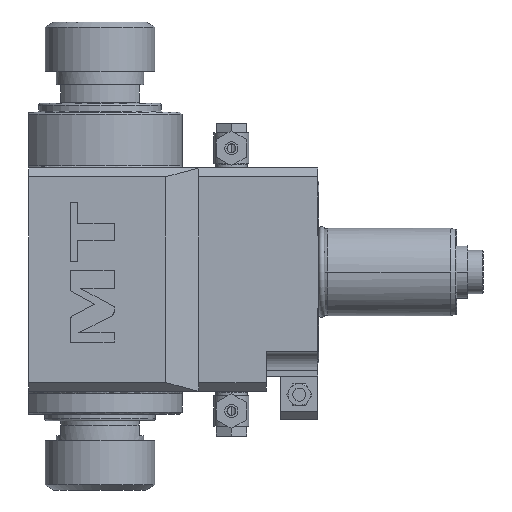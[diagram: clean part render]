
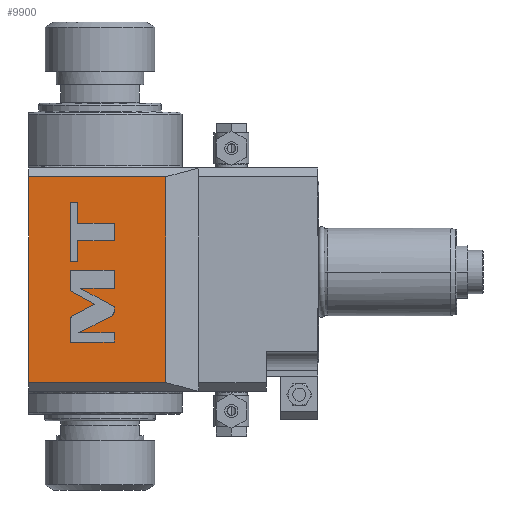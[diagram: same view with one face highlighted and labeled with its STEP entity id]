
A CAD part, front view. The second image highlights one B-rep face of the part: STEP entity #9900.
In plain terms, the highlighted planar face has unit normal (0, -1, 0).
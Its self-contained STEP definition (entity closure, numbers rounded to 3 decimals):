
#2783=DIRECTION('',(0.,0.,-1.));
#2784=VECTOR('',#2783,94.);
#2785=CARTESIAN_POINT('',(-69.928,-42.,43.5));
#2786=LINE('',#2785,#2784);
#2787=DIRECTION('',(1.,0.,0.));
#2788=VECTOR('',#2787,62.572);
#2789=CARTESIAN_POINT('',(-132.5,-42.,-50.5));
#2790=LINE('',#2789,#2788);
#2791=DIRECTION('',(1.,0.,0.));
#2792=VECTOR('',#2791,62.572);
#2793=CARTESIAN_POINT('',(-132.5,-42.,43.5));
#2794=LINE('',#2793,#2792);
#2795=CARTESIAN_POINT('',(-112.198,-42.,-19.771));
#2796=CARTESIAN_POINT('',(-113.001,-42.,-20.186));
#2797=CARTESIAN_POINT('',(-113.5,-42.,-21.006));
#2798=CARTESIAN_POINT('',(-113.5,-42.,-21.91));
#2800=DIRECTION('',(0.,0.,-1.));
#2801=VECTOR('',#2800,10.054);
#2802=CARTESIAN_POINT('',(-113.5,-42.,-21.91));
#2803=LINE('',#2802,#2801);
#2804=DIRECTION('',(1.,0.,0.));
#2805=VECTOR('',#2804,20.);
#2806=CARTESIAN_POINT('',(-113.5,-42.,-31.964));
#2807=LINE('',#2806,#2805);
#2808=DIRECTION('',(0.,0.,1.));
#2809=VECTOR('',#2808,4.16);
#2810=CARTESIAN_POINT('',(-93.5,-42.,-31.964));
#2811=LINE('',#2810,#2809);
#2812=DIRECTION('',(-1.,0.,0.));
#2813=VECTOR('',#2812,16.202);
#2814=CARTESIAN_POINT('',(-93.5,-42.,-27.804));
#2815=LINE('',#2814,#2813);
#2816=DIRECTION('',(0.888,0.,0.459));
#2817=VECTOR('',#2816,16.774);
#2818=CARTESIAN_POINT('',(-109.702,-42.,-27.804));
#2819=LINE('',#2818,#2817);
#2820=CARTESIAN_POINT('',(-94.802,-42.,-20.1));
#2821=CARTESIAN_POINT('',(-93.998,-42.,-19.684));
#2822=CARTESIAN_POINT('',(-93.5,-42.,-18.863));
#2823=CARTESIAN_POINT('',(-93.5,-42.,-17.958));
#2825=DIRECTION('',(0.,0.,1.));
#2826=VECTOR('',#2825,2.086);
#2827=CARTESIAN_POINT('',(-93.5,-42.,-17.958));
#2828=LINE('',#2827,#2826);
#2829=DIRECTION('',(-0.877,0.,0.481));
#2830=VECTOR('',#2829,17.353);
#2831=CARTESIAN_POINT('',(-93.5,-42.,-15.872));
#2832=LINE('',#2831,#2830);
#2833=DIRECTION('',(1.,0.,0.));
#2834=VECTOR('',#2833,15.212);
#2835=CARTESIAN_POINT('',(-108.712,-42.,-7.522));
#2836=LINE('',#2835,#2834);
#2837=DIRECTION('',(0.,0.,1.));
#2838=VECTOR('',#2837,8.416);
#2839=CARTESIAN_POINT('',(-93.5,-42.,-7.522));
#2840=LINE('',#2839,#2838);
#2841=DIRECTION('',(-1.,0.,0.));
#2842=VECTOR('',#2841,20.);
#2843=CARTESIAN_POINT('',(-93.5,-42.,0.894));
#2844=LINE('',#2843,#2842);
#2845=DIRECTION('',(0.,0.,-1.));
#2846=VECTOR('',#2845,9.488);
#2847=CARTESIAN_POINT('',(-113.5,-42.,0.894));
#2848=LINE('',#2847,#2846);
#2849=DIRECTION('',(0.877,0.,-0.481));
#2850=VECTOR('',#2849,12.681);
#2851=CARTESIAN_POINT('',(-113.5,-42.,-8.594));
#2852=LINE('',#2851,#2850);
#2853=DIRECTION('',(-0.888,0.,-0.459));
#2854=VECTOR('',#2853,11.049);
#2855=CARTESIAN_POINT('',(-102.384,-42.,-14.696));
#2856=LINE('',#2855,#2854);
#2857=DIRECTION('',(1.,0.,0.));
#2858=VECTOR('',#2857,16.594);
#2859=CARTESIAN_POINT('',(-110.094,-42.,14.344));
#2860=LINE('',#2859,#2858);
#2861=DIRECTION('',(0.,0.,1.));
#2862=VECTOR('',#2861,7.922);
#2863=CARTESIAN_POINT('',(-93.5,-42.,14.344));
#2864=LINE('',#2863,#2862);
#2865=DIRECTION('',(-1.,0.,0.));
#2866=VECTOR('',#2865,16.594);
#2867=CARTESIAN_POINT('',(-93.5,-42.,22.266));
#2868=LINE('',#2867,#2866);
#2869=DIRECTION('',(0.,0.,1.));
#2870=VECTOR('',#2869,9.696);
#2871=CARTESIAN_POINT('',(-110.094,-42.,22.266));
#2872=LINE('',#2871,#2870);
#2873=DIRECTION('',(-1.,0.,0.));
#2874=VECTOR('',#2873,3.406);
#2875=CARTESIAN_POINT('',(-110.094,-42.,31.962));
#2876=LINE('',#2875,#2874);
#2877=DIRECTION('',(0.,0.,-1.));
#2878=VECTOR('',#2877,27.314);
#2879=CARTESIAN_POINT('',(-113.5,-42.,31.962));
#2880=LINE('',#2879,#2878);
#2881=DIRECTION('',(1.,0.,0.));
#2882=VECTOR('',#2881,3.406);
#2883=CARTESIAN_POINT('',(-113.5,-42.,4.648));
#2884=LINE('',#2883,#2882);
#2885=DIRECTION('',(0.,0.,1.));
#2886=VECTOR('',#2885,9.696);
#2887=CARTESIAN_POINT('',(-110.094,-42.,4.648));
#2888=LINE('',#2887,#2886);
#2974=DIRECTION('',(0.,0.,-1.));
#2975=VECTOR('',#2974,94.);
#2976=CARTESIAN_POINT('',(-132.5,-42.,43.5));
#2977=LINE('',#2976,#2975);
#6642=CARTESIAN_POINT('',(-132.5,-42.,43.5));
#6644=VERTEX_POINT('',#6642);
#6650=CARTESIAN_POINT('',(-132.5,-42.,-50.5));
#6651=VERTEX_POINT('',#6650);
#6666=CARTESIAN_POINT('',(-69.928,-42.,43.5));
#6667=CARTESIAN_POINT('',(-69.928,-42.,-50.5));
#6668=VERTEX_POINT('',#6666);
#6669=VERTEX_POINT('',#6667);
#7065=CARTESIAN_POINT('',(-112.198,-42.,-19.771));
#7066=VERTEX_POINT('',#7065);
#7067=CARTESIAN_POINT('',(-113.5,-42.,-21.91));
#7068=VERTEX_POINT('',#7067);
#7069=CARTESIAN_POINT('',(-113.5,-42.,-31.964));
#7070=VERTEX_POINT('',#7069);
#7071=CARTESIAN_POINT('',(-93.5,-42.,-31.964));
#7072=VERTEX_POINT('',#7071);
#7073=CARTESIAN_POINT('',(-93.5,-42.,-27.804));
#7074=VERTEX_POINT('',#7073);
#7075=CARTESIAN_POINT('',(-109.702,-42.,-27.804));
#7076=VERTEX_POINT('',#7075);
#7077=CARTESIAN_POINT('',(-94.802,-42.,-20.1));
#7078=VERTEX_POINT('',#7077);
#7079=CARTESIAN_POINT('',(-93.5,-42.,-17.958));
#7080=VERTEX_POINT('',#7079);
#7081=CARTESIAN_POINT('',(-93.5,-42.,-15.872));
#7082=VERTEX_POINT('',#7081);
#7083=CARTESIAN_POINT('',(-108.712,-42.,-7.522));
#7084=VERTEX_POINT('',#7083);
#7085=CARTESIAN_POINT('',(-93.5,-42.,-7.522));
#7086=VERTEX_POINT('',#7085);
#7087=CARTESIAN_POINT('',(-93.5,-42.,0.894));
#7088=VERTEX_POINT('',#7087);
#7089=CARTESIAN_POINT('',(-113.5,-42.,0.894));
#7090=VERTEX_POINT('',#7089);
#7091=CARTESIAN_POINT('',(-113.5,-42.,-8.594));
#7092=VERTEX_POINT('',#7091);
#7093=CARTESIAN_POINT('',(-102.384,-42.,-14.696));
#7094=VERTEX_POINT('',#7093);
#7095=CARTESIAN_POINT('',(-110.094,-42.,14.344));
#7096=VERTEX_POINT('',#7095);
#7097=CARTESIAN_POINT('',(-93.5,-42.,14.344));
#7098=VERTEX_POINT('',#7097);
#7099=CARTESIAN_POINT('',(-93.5,-42.,22.266));
#7100=VERTEX_POINT('',#7099);
#7101=CARTESIAN_POINT('',(-110.094,-42.,22.266));
#7102=VERTEX_POINT('',#7101);
#7103=CARTESIAN_POINT('',(-110.094,-42.,31.962));
#7104=VERTEX_POINT('',#7103);
#7105=CARTESIAN_POINT('',(-113.5,-42.,31.962));
#7106=VERTEX_POINT('',#7105);
#7107=CARTESIAN_POINT('',(-113.5,-42.,4.648));
#7108=VERTEX_POINT('',#7107);
#7109=CARTESIAN_POINT('',(-110.094,-42.,4.648));
#7110=VERTEX_POINT('',#7109);
#9837=CARTESIAN_POINT('',(-132.5,-42.,73.));
#9838=DIRECTION('',(0.,-1.,0.));
#9839=DIRECTION('',(0.,0.,-1.));
#9840=AXIS2_PLACEMENT_3D('',#9837,#9838,#9839);
#9841=PLANE('',#9840);
#9842=ORIENTED_EDGE('',*,*,#8602,.T.);
#9844=ORIENTED_EDGE('',*,*,#9843,.F.);
#9846=ORIENTED_EDGE('',*,*,#9845,.F.);
#9847=ORIENTED_EDGE('',*,*,#9825,.T.);
#9848=EDGE_LOOP('',(#9842,#9844,#9846,#9847));
#9849=FACE_OUTER_BOUND('',#9848,.F.);
#9851=ORIENTED_EDGE('',*,*,#9850,.T.);
#9853=ORIENTED_EDGE('',*,*,#9852,.T.);
#9855=ORIENTED_EDGE('',*,*,#9854,.T.);
#9857=ORIENTED_EDGE('',*,*,#9856,.T.);
#9859=ORIENTED_EDGE('',*,*,#9858,.T.);
#9861=ORIENTED_EDGE('',*,*,#9860,.T.);
#9863=ORIENTED_EDGE('',*,*,#9862,.T.);
#9865=ORIENTED_EDGE('',*,*,#9864,.T.);
#9867=ORIENTED_EDGE('',*,*,#9866,.T.);
#9869=ORIENTED_EDGE('',*,*,#9868,.T.);
#9871=ORIENTED_EDGE('',*,*,#9870,.T.);
#9873=ORIENTED_EDGE('',*,*,#9872,.T.);
#9875=ORIENTED_EDGE('',*,*,#9874,.T.);
#9877=ORIENTED_EDGE('',*,*,#9876,.T.);
#9879=ORIENTED_EDGE('',*,*,#9878,.T.);
#9880=EDGE_LOOP('',(#9851,#9853,#9855,#9857,#9859,#9861,#9863,#9865,#9867,#9869,
#9871,#9873,#9875,#9877,#9879));
#9881=FACE_BOUND('',#9880,.F.);
#9883=ORIENTED_EDGE('',*,*,#9882,.T.);
#9885=ORIENTED_EDGE('',*,*,#9884,.T.);
#9887=ORIENTED_EDGE('',*,*,#9886,.T.);
#9889=ORIENTED_EDGE('',*,*,#9888,.T.);
#9891=ORIENTED_EDGE('',*,*,#9890,.T.);
#9893=ORIENTED_EDGE('',*,*,#9892,.T.);
#9895=ORIENTED_EDGE('',*,*,#9894,.T.);
#9897=ORIENTED_EDGE('',*,*,#9896,.T.);
#9898=EDGE_LOOP('',(#9883,#9885,#9887,#9889,#9891,#9893,#9895,#9897));
#9899=FACE_BOUND('',#9898,.F.);
#9900=ADVANCED_FACE('',(#9849,#9881,#9899),#9841,.T.);
#2799=B_SPLINE_CURVE_WITH_KNOTS('',3,(#2795,#2796,#2797,#2798),.UNSPECIFIED.,
.F.,.F.,(4,4),(0.,1.),.UNSPECIFIED.);
#2824=B_SPLINE_CURVE_WITH_KNOTS('',3,(#2820,#2821,#2822,#2823),.UNSPECIFIED.,
.F.,.F.,(4,4),(0.,1.),.UNSPECIFIED.);
#8602=EDGE_CURVE('',#6668,#6669,#2786,.T.);
#9825=EDGE_CURVE('',#6644,#6668,#2794,.T.);
#9843=EDGE_CURVE('',#6651,#6669,#2790,.T.);
#9845=EDGE_CURVE('',#6644,#6651,#2977,.T.);
#9850=EDGE_CURVE('',#7066,#7068,#2799,.T.);
#9852=EDGE_CURVE('',#7068,#7070,#2803,.T.);
#9854=EDGE_CURVE('',#7070,#7072,#2807,.T.);
#9856=EDGE_CURVE('',#7072,#7074,#2811,.T.);
#9858=EDGE_CURVE('',#7074,#7076,#2815,.T.);
#9860=EDGE_CURVE('',#7076,#7078,#2819,.T.);
#9862=EDGE_CURVE('',#7078,#7080,#2824,.T.);
#9864=EDGE_CURVE('',#7080,#7082,#2828,.T.);
#9866=EDGE_CURVE('',#7082,#7084,#2832,.T.);
#9868=EDGE_CURVE('',#7084,#7086,#2836,.T.);
#9870=EDGE_CURVE('',#7086,#7088,#2840,.T.);
#9872=EDGE_CURVE('',#7088,#7090,#2844,.T.);
#9874=EDGE_CURVE('',#7090,#7092,#2848,.T.);
#9876=EDGE_CURVE('',#7092,#7094,#2852,.T.);
#9878=EDGE_CURVE('',#7094,#7066,#2856,.T.);
#9882=EDGE_CURVE('',#7096,#7098,#2860,.T.);
#9884=EDGE_CURVE('',#7098,#7100,#2864,.T.);
#9886=EDGE_CURVE('',#7100,#7102,#2868,.T.);
#9888=EDGE_CURVE('',#7102,#7104,#2872,.T.);
#9890=EDGE_CURVE('',#7104,#7106,#2876,.T.);
#9892=EDGE_CURVE('',#7106,#7108,#2880,.T.);
#9894=EDGE_CURVE('',#7108,#7110,#2884,.T.);
#9896=EDGE_CURVE('',#7110,#7096,#2888,.T.);
